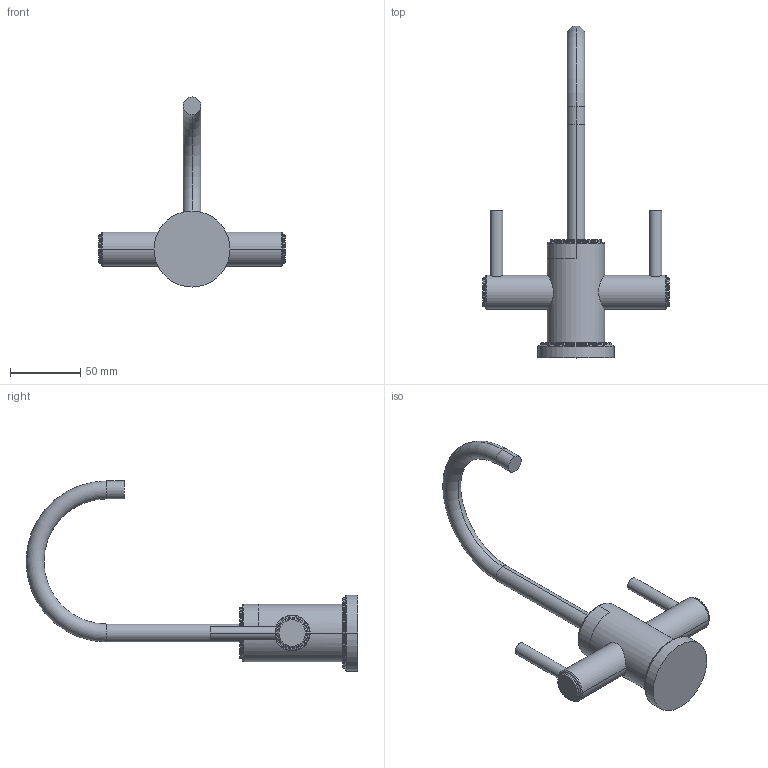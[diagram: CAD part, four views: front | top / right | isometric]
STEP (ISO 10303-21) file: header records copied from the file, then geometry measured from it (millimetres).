
FILE_DESCRIPTION((''),'2;1');
FILE_NAME('3180-5603','2021-04-22T10:20:38',('jinson.thomas'),(''),'CREO PARAMETRIC BY PTC INC, 2018400','CREO PARAMETRIC BY PTC INC, 2018400','');
FILE_SCHEMA(('CONFIG_CONTROL_DESIGN'));
Length unit declared in the file: inch
Products named in the file (1): 3180-5603
Bounding box: 132.59 x 235.59 x 134.94 mm (x, y, z)
Volume: 201351.3 mm3; surface area: 37241.5 mm2
Topology: 1 solids, 1 shells, 74 faces, 154 edges, 92 vertices
Faces by surface type: cylinder 32, torus 26, plane 16
Entity records: 2234 total; most frequent: CARTESIAN_POINT 540, DIRECTION 402, ORIENTED_EDGE 308, AXIS2_PLACEMENT_3D 182, EDGE_CURVE 154, CIRCLE 108, VERTEX_POINT 92, EDGE_LOOP 84
